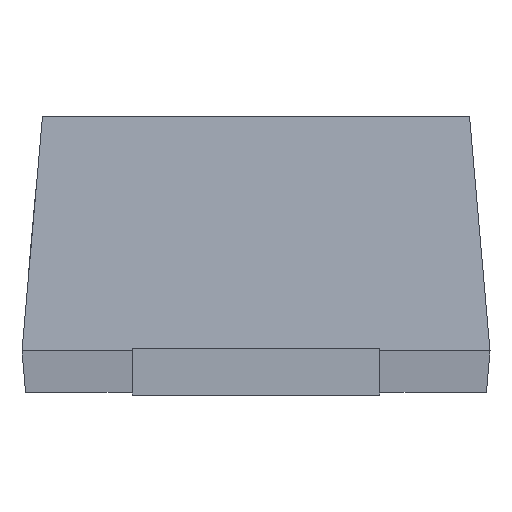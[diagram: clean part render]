
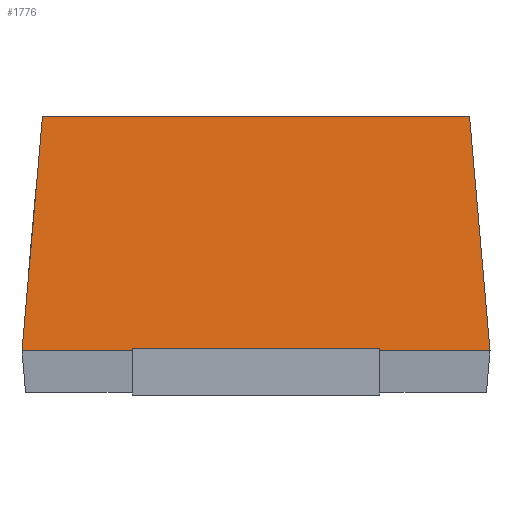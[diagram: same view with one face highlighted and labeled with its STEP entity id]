
A CAD part, left-side view. The second image highlights one B-rep face of the part: STEP entity #1776.
In plain terms, the highlighted planar face has unit normal (-0.996, 0, 0.087).
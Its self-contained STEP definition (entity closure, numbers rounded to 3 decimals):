
#80 = VECTOR ( 'NONE', #5219, 1000. ) ;
#186 = VECTOR ( 'NONE', #12038, 1000. ) ;
#506 = CARTESIAN_POINT ( 'NONE',  ( -1.3, -0.45, 0. ) ) ;
#862 = DIRECTION ( 'NONE',  ( 0., -1., 0. ) ) ;
#1101 = EDGE_CURVE ( 'NONE', #5839, #9194, #1813, .T. ) ;
#1266 = CARTESIAN_POINT ( 'NONE',  ( -1.226, 0.776, 0.85 ) ) ;
#1350 = EDGE_CURVE ( 'NONE', #4600, #3598, #5598, .T. ) ;
#1776 = ADVANCED_FACE ( 'NONE', ( #2186 ), #5936, .T. ) ;
#1813 = LINE ( 'NONE', #3653, #12075 ) ;
#1832 = VECTOR ( 'NONE', #4327, 1000. ) ;
#2186 = FACE_OUTER_BOUND ( 'NONE', #9730, .T. ) ;
#2266 = LINE ( 'NONE', #2392, #80 ) ;
#2392 = CARTESIAN_POINT ( 'NONE',  ( -1.3, -0.85, 0. ) ) ;
#2419 = LINE ( 'NONE', #5982, #1832 ) ;
#2445 = VECTOR ( 'NONE', #11004, 1000. ) ;
#2587 = CARTESIAN_POINT ( 'NONE',  ( -1.3, 0.85, 0. ) ) ;
#2766 = ORIENTED_EDGE ( 'NONE', *, *, #5544, .T. ) ;
#3267 = DIRECTION ( 'NONE',  ( 0.087, 0., 0.996 ) ) ;
#3299 = CARTESIAN_POINT ( 'NONE',  ( -1.3, -0.85, 0. ) ) ;
#3359 = VECTOR ( 'NONE', #9519, 1000. ) ;
#3598 = VERTEX_POINT ( 'NONE', #506 ) ;
#3653 = CARTESIAN_POINT ( 'NONE',  ( -1.3, 0.85, 0. ) ) ;
#3750 = EDGE_CURVE ( 'NONE', #3598, #4933, #7217, .T. ) ;
#4327 = DIRECTION ( 'NONE',  ( 0., -1., 0. ) ) ;
#4600 = VERTEX_POINT ( 'NONE', #10902 ) ;
#4631 = CARTESIAN_POINT ( 'NONE',  ( -1.226, 0.85, 0.85 ) ) ;
#4745 = ORIENTED_EDGE ( 'NONE', *, *, #3750, .T. ) ;
#4933 = VERTEX_POINT ( 'NONE', #3299 ) ;
#5028 = VERTEX_POINT ( 'NONE', #5701 ) ;
#5142 = CARTESIAN_POINT ( 'NONE',  ( -1.299, 0.45, 0.01 ) ) ;
#5219 = DIRECTION ( 'NONE',  ( -0.087, -0.087, -0.992 ) ) ;
#5277 = CARTESIAN_POINT ( 'NONE',  ( -1.226, -0.776, 0.85 ) ) ;
#5543 = CARTESIAN_POINT ( 'NONE',  ( -1.3, -0.45, 0. ) ) ;
#5544 = EDGE_CURVE ( 'NONE', #5028, #8356, #7942, .T. ) ;
#5554 = LINE ( 'NONE', #4631, #6050 ) ;
#5576 = EDGE_CURVE ( 'NONE', #5839, #7522, #5554, .T. ) ;
#5598 = LINE ( 'NONE', #5543, #3359 ) ;
#5661 = CARTESIAN_POINT ( 'NONE',  ( -1.299, 0.85, 0.01 ) ) ;
#5701 = CARTESIAN_POINT ( 'NONE',  ( -1.3, 0.45, 0. ) ) ;
#5726 = ORIENTED_EDGE ( 'NONE', *, *, #12215, .F. ) ;
#5839 = VERTEX_POINT ( 'NONE', #1266 ) ;
#5879 = DIRECTION ( 'NONE',  ( 0.087, 0., 0.996 ) ) ;
#5936 = PLANE ( 'NONE',  #10961 ) ;
#5982 = CARTESIAN_POINT ( 'NONE',  ( -1.3, 0.85, 0. ) ) ;
#6050 = VECTOR ( 'NONE', #862, 1000. ) ;
#6070 = ORIENTED_EDGE ( 'NONE', *, *, #7865, .T. ) ;
#6260 = ORIENTED_EDGE ( 'NONE', *, *, #9093, .F. ) ;
#7217 = LINE ( 'NONE', #12122, #2445 ) ;
#7287 = DIRECTION ( 'NONE',  ( -0.087, 0.087, -0.992 ) ) ;
#7412 = ORIENTED_EDGE ( 'NONE', *, *, #5576, .F. ) ;
#7522 = VERTEX_POINT ( 'NONE', #5277 ) ;
#7799 = VECTOR ( 'NONE', #3267, 1000. ) ;
#7865 = EDGE_CURVE ( 'NONE', #9194, #5028, #2419, .T. ) ;
#7898 = CARTESIAN_POINT ( 'NONE',  ( -1.3, 0.85, 0. ) ) ;
#7942 = LINE ( 'NONE', #11733, #7799 ) ;
#8356 = VERTEX_POINT ( 'NONE', #5142 ) ;
#8643 = DIRECTION ( 'NONE',  ( -0.996, 0., 0.087 ) ) ;
#9093 = EDGE_CURVE ( 'NONE', #7522, #4933, #2266, .T. ) ;
#9194 = VERTEX_POINT ( 'NONE', #2587 ) ;
#9351 = ORIENTED_EDGE ( 'NONE', *, *, #1350, .T. ) ;
#9519 = DIRECTION ( 'NONE',  ( -0.087, 0., -0.996 ) ) ;
#9730 = EDGE_LOOP ( 'NONE', ( #6070, #2766, #5726, #9351, #4745, #6260, #7412, #11850 ) ) ;
#10902 = CARTESIAN_POINT ( 'NONE',  ( -1.299, -0.45, 0.01 ) ) ;
#10961 = AXIS2_PLACEMENT_3D ( 'NONE', #7898, #8643, #5879 ) ;
#11004 = DIRECTION ( 'NONE',  ( 0., -1., 0. ) ) ;
#11733 = CARTESIAN_POINT ( 'NONE',  ( -1.3, 0.45, 0. ) ) ;
#11850 = ORIENTED_EDGE ( 'NONE', *, *, #1101, .T. ) ;
#12038 = DIRECTION ( 'NONE',  ( 0., 1., 0. ) ) ;
#12075 = VECTOR ( 'NONE', #7287, 1000. ) ;
#12099 = LINE ( 'NONE', #5661, #186 ) ;
#12122 = CARTESIAN_POINT ( 'NONE',  ( -1.3, 0.85, 0. ) ) ;
#12215 = EDGE_CURVE ( 'NONE', #4600, #8356, #12099, .T. ) ;
